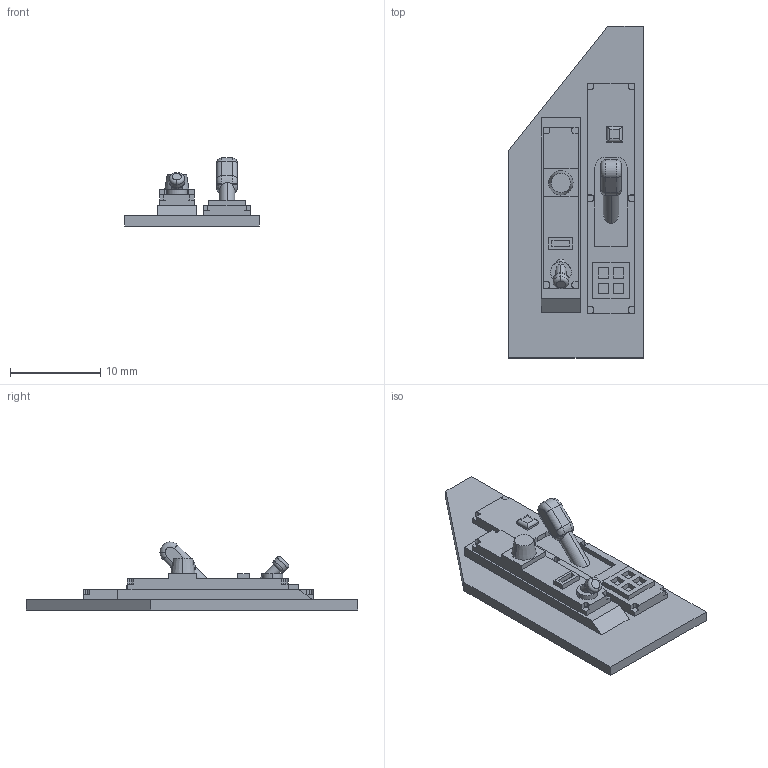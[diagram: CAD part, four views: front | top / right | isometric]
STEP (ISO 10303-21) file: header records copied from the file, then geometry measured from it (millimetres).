
FILE_DESCRIPTION (( 'STEP AP214' ), '1' );
FILE_NAME ('珆尨ん 酘耜醱啣 v2.STEP', '2023-06-18T09:27:58', ( '' ), ( '' ), 'SwSTEP 2.0', 'SolidWorks 2018', '' );
FILE_SCHEMA (( 'AUTOMOTIVE_DESIGN' ));
Length unit declared in the file: millimetre
Products named in the file (1): 珆尨ん 酘耜醱啣 v2
Bounding box: 14.95 x 36.8 x 7.54 mm (x, y, z)
Volume: 914.4 mm3; surface area: 1367.7 mm2
Topology: 1 solids, 1 shells, 171 faces, 435 edges, 282 vertices
Faces by surface type: plane 110, cylinder 43, torus 14, cone 2, bspline 2
Entity records: 6075 total; most frequent: CARTESIAN_POINT 1095, ORIENTED_EDGE 870, DIRECTION 858, EDGE_CURVE 435, VECTOR 316, LINE 316, VERTEX_POINT 282, AXIS2_PLACEMENT_3D 271
